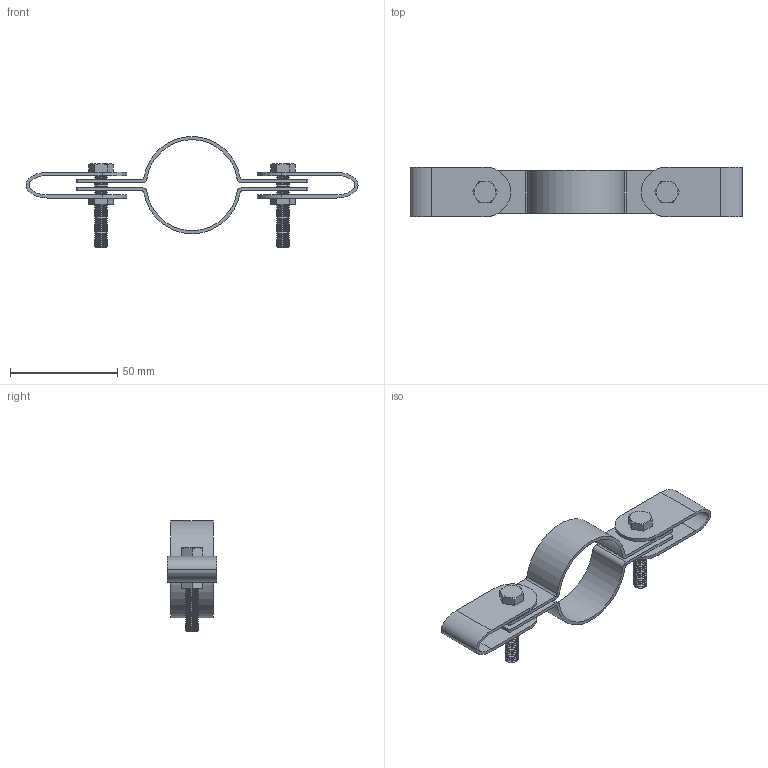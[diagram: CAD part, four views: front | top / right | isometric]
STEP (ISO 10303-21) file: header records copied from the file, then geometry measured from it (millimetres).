
FILE_DESCRIPTION (( 'STEP AP203' ), '1' );
FILE_NAME ('171-C42.step', '2015-09-17T16:26:06', ( '' ), ( '' ), 'SwSTEP 2.0', 'SolidWorks 2015', '' );
FILE_SCHEMA (( 'CONFIG_CONTROL_DESIGN' ));
Length unit declared in the file: millimetre
Products named in the file (5): 171-C42 Teil1_zeichnung; 171-C42 Teil2_zeichnung; hex bolt gradeb_din_ISO 4015 - M6 x 35 x 35-S; hex thin nut gradeb_din_Hexagon Nut ISO 4036 - M6 - S; 171-C42
Assembly tree (8 placements, depth 2):
  171-C42
    171-C42 Teil1_zeichnung  x2
    171-C42 Teil2_zeichnung  x2
    hex bolt gradeb_din_ISO 4015 - M6 x 35 x 35-S  x2
    hex thin nut gradeb_din_Hexagon Nut ISO 4036 - M6 - S  x2
Bounding box: 155 x 23 x 51.62 mm (x, y, z)
Volume: 15874.7 mm3; surface area: 22534.2 mm2
Topology: 8 solids, 8 shells, 608 faces, 1562 edges, 972 vertices
Faces by surface type: cone 328, cylinder 204, plane 70, bspline 6
Entity records: 10084 total; most frequent: DIRECTION 1815, CARTESIAN_POINT 1725, ORIENTED_EDGE 1562, EDGE_CURVE 781, AXIS2_PLACEMENT_3D 740, VERTEX_POINT 486, CIRCLE 428, VECTOR 335
